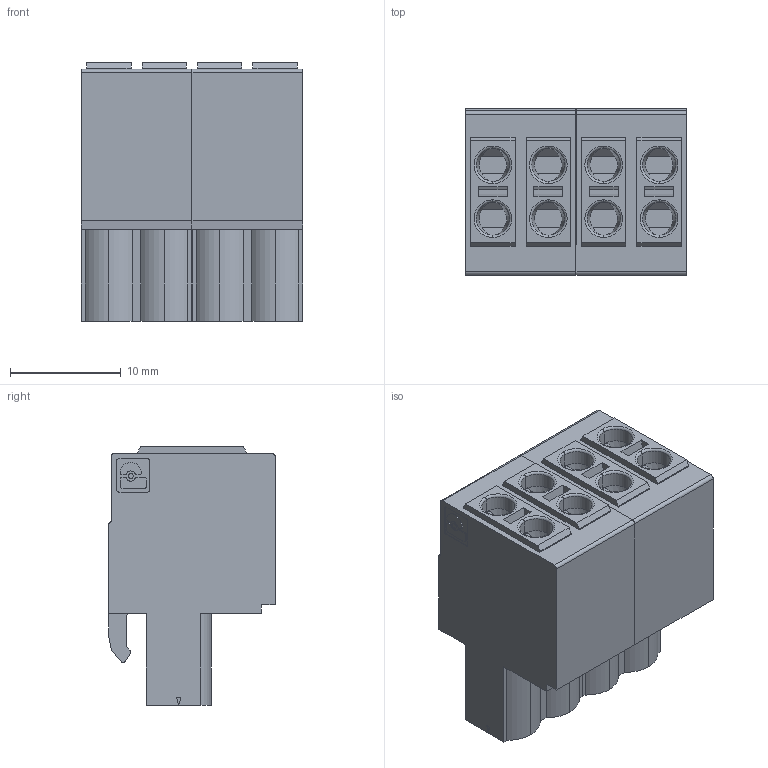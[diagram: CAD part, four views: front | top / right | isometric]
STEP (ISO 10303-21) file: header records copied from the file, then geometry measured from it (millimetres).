
FILE_DESCRIPTION(/* description */ ('Alibre Inc.'),/* implementation_level */ '2;1');
FILE_NAME(/* name */ 'export0',/* time_stamp */ '2017-03-29T13:47:10+02:00',/* author */ (''),/* organization */ (''),/* preprocessor_version */ 'ST-DEVELOPER v14',/* originating_system */ 'Alibre',/* authorisation */ '');
FILE_SCHEMA (('AUTOMOTIVE_DESIGN'));
Length unit declared in the file: millimetre
Products named in the file (3): ID_1
Bounding box: 20 x 15 x 23.35 mm (x, y, z)
Volume: 4736.4 mm3; surface area: 3514 mm2
Topology: 2 solids, 2 shells, 422 faces, 1018 edges, 642 vertices
Faces by surface type: plane 256, cylinder 126, cone 24, torus 16
Entity records: 11287 total; most frequent: ORIENTED_EDGE 2036, CARTESIAN_POINT 1936, DIRECTION 1656, EDGE_CURVE 1018, VECTOR 680, LINE 680, VERTEX_POINT 642, AXIS2_PLACEMENT_3D 614
